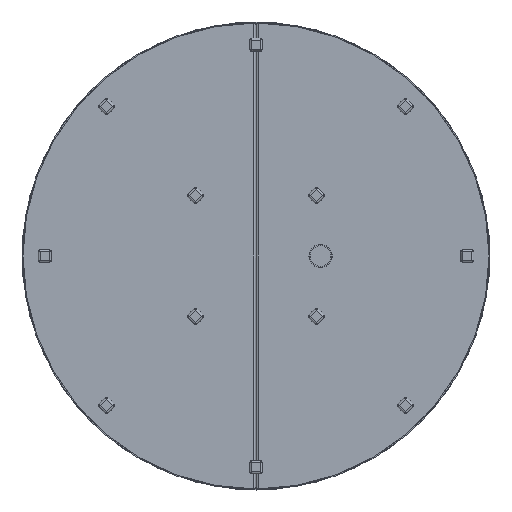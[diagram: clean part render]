
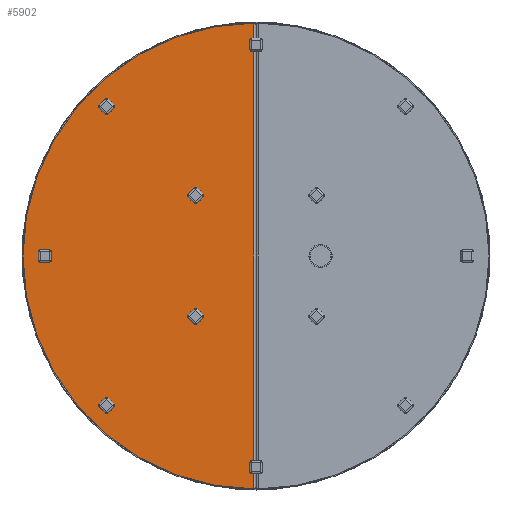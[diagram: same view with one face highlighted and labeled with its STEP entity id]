
A CAD part, front view. The second image highlights one B-rep face of the part: STEP entity #5902.
In plain terms, the highlighted planar face has unit normal (0, -1, 0).
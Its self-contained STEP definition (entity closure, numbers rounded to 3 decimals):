
#162 = CIRCLE ( 'NONE', #616, 722. ) ;
#577 = DIRECTION ( 'NONE',  ( 0., 0., 1. ) ) ;
#616 = AXIS2_PLACEMENT_3D ( 'NONE', #5921, #2115, #577 ) ;
#959 = EDGE_CURVE ( 'NONE', #2238, #3693, #2784, .T. ) ;
#1075 = FACE_OUTER_BOUND ( 'NONE', #2081, .T. ) ;
#1140 = DIRECTION ( 'NONE',  ( 0., 1., 0. ) ) ;
#1273 = ORIENTED_EDGE ( 'NONE', *, *, #959, .T. ) ;
#1631 = DIRECTION ( 'NONE',  ( 0., 0., 1. ) ) ;
#2081 = EDGE_LOOP ( 'NONE', ( #1273, #4926 ) ) ;
#2115 = DIRECTION ( 'NONE',  ( 0., 1., 0. ) ) ;
#2238 = VERTEX_POINT ( 'NONE', #6284 ) ;
#2710 = EDGE_CURVE ( 'NONE', #2238, #3693, #162, .T. ) ;
#2784 = LINE ( 'NONE', #3422, #4193 ) ;
#2812 = DIRECTION ( 'NONE',  ( 0., 0., 1. ) ) ;
#3077 = AXIS2_PLACEMENT_3D ( 'NONE', #4862, #1140, #1631 ) ;
#3422 = CARTESIAN_POINT ( 'NONE',  ( -7., -3., -722. ) ) ;
#3693 = VERTEX_POINT ( 'NONE', #4060 ) ;
#4060 = CARTESIAN_POINT ( 'NONE',  ( -7., -3., 721.966 ) ) ;
#4193 = VECTOR ( 'NONE', #2812, 1000. ) ;
#4862 = CARTESIAN_POINT ( 'NONE',  ( 0., -3., 0. ) ) ;
#4926 = ORIENTED_EDGE ( 'NONE', *, *, #2710, .F. ) ;
#5902 = ADVANCED_FACE ( 'NONE', ( #1075 ), #6002, .F. ) ;
#5921 = CARTESIAN_POINT ( 'NONE',  ( 0., -3., 0. ) ) ;
#6002 = PLANE ( 'NONE',  #3077 ) ;
#6284 = CARTESIAN_POINT ( 'NONE',  ( -7., -3., -721.966 ) ) ;
